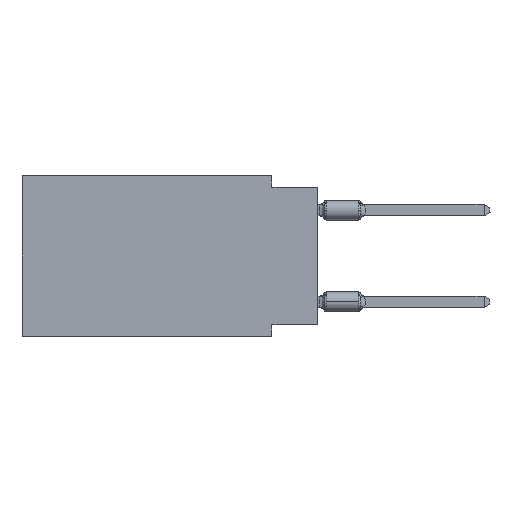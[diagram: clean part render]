
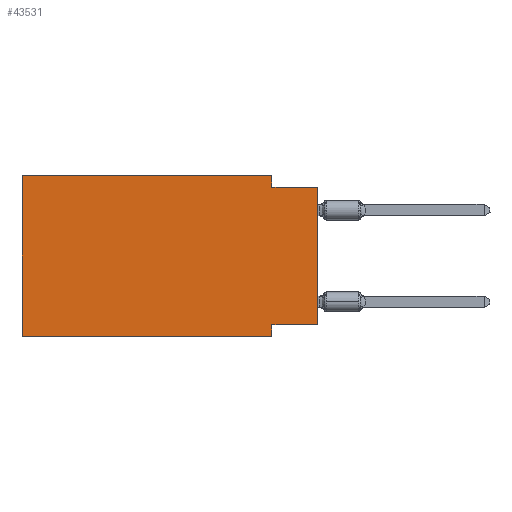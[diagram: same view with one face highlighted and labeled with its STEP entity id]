
A CAD part, left-side view. The second image highlights one B-rep face of the part: STEP entity #43531.
In plain terms, the highlighted planar face has unit normal (-1, 0, 0).
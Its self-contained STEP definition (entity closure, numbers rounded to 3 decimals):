
#494 = CARTESIAN_POINT ( 'NONE',  ( 0., 2.54, 0. ) ) ;
#1073 = VERTEX_POINT ( 'NONE', #40659 ) ;
#1664 = DIRECTION ( 'NONE',  ( 0., -1., 0. ) ) ;
#1961 = CARTESIAN_POINT ( 'NONE',  ( 0., 16.383, 0. ) ) ;
#4079 = CARTESIAN_POINT ( 'NONE',  ( 0., 2.54, 0. ) ) ;
#5181 = DIRECTION ( 'NONE',  ( 0., -1., 0. ) ) ;
#6452 = VECTOR ( 'NONE', #32045, 1000. ) ;
#7520 = LINE ( 'NONE', #30587, #18505 ) ;
#7790 = FACE_OUTER_BOUND ( 'NONE', #33408, .T. ) ;
#7800 = CARTESIAN_POINT ( 'NONE',  ( 0., 16.383, -8.89 ) ) ;
#8015 = CARTESIAN_POINT ( 'NONE',  ( 0., 0., -8.255 ) ) ;
#8366 = ORIENTED_EDGE ( 'NONE', *, *, #44752, .F. ) ;
#8374 = LINE ( 'NONE', #34405, #48496 ) ;
#9166 = EDGE_CURVE ( 'NONE', #15300, #1073, #13316, .T. ) ;
#11102 = AXIS2_PLACEMENT_3D ( 'NONE', #29873, #41039, #37792 ) ;
#11292 = VECTOR ( 'NONE', #16088, 1000. ) ;
#13316 = LINE ( 'NONE', #19077, #33897 ) ;
#15300 = VERTEX_POINT ( 'NONE', #24207 ) ;
#15355 = LINE ( 'NONE', #494, #11292 ) ;
#16088 = DIRECTION ( 'NONE',  ( 0., 0., -1. ) ) ;
#17492 = EDGE_CURVE ( 'NONE', #26964, #32873, #17824, .T. ) ;
#17824 = LINE ( 'NONE', #24541, #40808 ) ;
#17887 = LINE ( 'NONE', #47462, #6452 ) ;
#18046 = CARTESIAN_POINT ( 'NONE',  ( 0., 2.54, -8.255 ) ) ;
#18505 = VECTOR ( 'NONE', #22637, 1000. ) ;
#19077 = CARTESIAN_POINT ( 'NONE',  ( 0., 0., -0.635 ) ) ;
#19798 = ORIENTED_EDGE ( 'NONE', *, *, #45788, .F. ) ;
#21272 = ORIENTED_EDGE ( 'NONE', *, *, #33552, .T. ) ;
#22348 = VECTOR ( 'NONE', #47478, 1000. ) ;
#22458 = EDGE_CURVE ( 'NONE', #35486, #1073, #7520, .T. ) ;
#22637 = DIRECTION ( 'NONE',  ( 0., 0., 1. ) ) ;
#23492 = DIRECTION ( 'NONE',  ( 0., -1., 0. ) ) ;
#24207 = CARTESIAN_POINT ( 'NONE',  ( 0., 2.54, -0.635 ) ) ;
#24515 = LINE ( 'NONE', #1961, #31027 ) ;
#24541 = CARTESIAN_POINT ( 'NONE',  ( 0., 16.383, 0. ) ) ;
#24713 = EDGE_CURVE ( 'NONE', #32148, #48655, #32304, .T. ) ;
#25281 = DIRECTION ( 'NONE',  ( 0., 0., 1. ) ) ;
#26943 = VERTEX_POINT ( 'NONE', #4079 ) ;
#26964 = VERTEX_POINT ( 'NONE', #7800 ) ;
#29873 = CARTESIAN_POINT ( 'NONE',  ( 0., 16.383, 0. ) ) ;
#30587 = CARTESIAN_POINT ( 'NONE',  ( 0., 0., 0. ) ) ;
#30855 = ORIENTED_EDGE ( 'NONE', *, *, #9166, .F. ) ;
#31027 = VECTOR ( 'NONE', #5181, 1000. ) ;
#32045 = DIRECTION ( 'NONE',  ( 0., 1., 0. ) ) ;
#32148 = VERTEX_POINT ( 'NONE', #18046 ) ;
#32255 = ORIENTED_EDGE ( 'NONE', *, *, #22458, .T. ) ;
#32304 = LINE ( 'NONE', #39489, #22348 ) ;
#32873 = VERTEX_POINT ( 'NONE', #39726 ) ;
#32923 = EDGE_CURVE ( 'NONE', #35486, #32148, #17887, .T. ) ;
#33394 = ORIENTED_EDGE ( 'NONE', *, *, #24713, .F. ) ;
#33408 = EDGE_LOOP ( 'NONE', ( #32255, #30855, #19798, #8366, #43523, #21272, #33394, #36367 ) ) ;
#33552 = EDGE_CURVE ( 'NONE', #26964, #48655, #8374, .T. ) ;
#33897 = VECTOR ( 'NONE', #1664, 1000. ) ;
#34405 = CARTESIAN_POINT ( 'NONE',  ( 0., 16.383, -8.89 ) ) ;
#35486 = VERTEX_POINT ( 'NONE', #8015 ) ;
#36367 = ORIENTED_EDGE ( 'NONE', *, *, #32923, .F. ) ;
#37547 = PLANE ( 'NONE',  #11102 ) ;
#37792 = DIRECTION ( 'NONE',  ( 0., 0., -1. ) ) ;
#39489 = CARTESIAN_POINT ( 'NONE',  ( 0., 2.54, -8.89 ) ) ;
#39726 = CARTESIAN_POINT ( 'NONE',  ( 0., 16.383, 0. ) ) ;
#40659 = CARTESIAN_POINT ( 'NONE',  ( 0., 0., -0.635 ) ) ;
#40808 = VECTOR ( 'NONE', #25281, 1000. ) ;
#41039 = DIRECTION ( 'NONE',  ( 1., 0., 0. ) ) ;
#43523 = ORIENTED_EDGE ( 'NONE', *, *, #17492, .F. ) ;
#43531 = ADVANCED_FACE ( 'NONE', ( #7790 ), #37547, .F. ) ;
#44752 = EDGE_CURVE ( 'NONE', #32873, #26943, #24515, .T. ) ;
#45788 = EDGE_CURVE ( 'NONE', #26943, #15300, #15355, .T. ) ;
#46454 = CARTESIAN_POINT ( 'NONE',  ( 0., 2.54, -8.89 ) ) ;
#47462 = CARTESIAN_POINT ( 'NONE',  ( 0., 0., -8.255 ) ) ;
#47478 = DIRECTION ( 'NONE',  ( 0., 0., -1. ) ) ;
#48496 = VECTOR ( 'NONE', #23492, 1000. ) ;
#48655 = VERTEX_POINT ( 'NONE', #46454 ) ;
